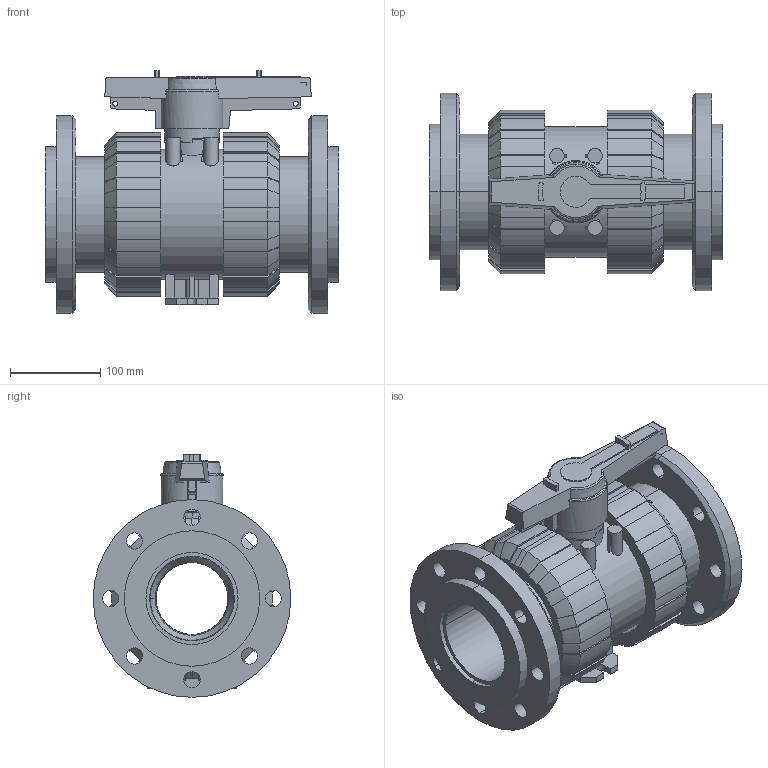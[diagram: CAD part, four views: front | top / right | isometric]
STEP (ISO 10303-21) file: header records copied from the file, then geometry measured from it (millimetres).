
FILE_DESCRIPTION(('STEP AP214'),'1');
FILE_NAME('cctmp_09A537B3-A814-4CAB-B86C-9E22B30F1953_2022_05_05_11_22_50_0605..stp','2022-05-05T09:22:51',('Praher Valves GmbH'),('CADClick - www.CADClick.com'),'Spatial InterOp 3D',' ','unknown authorization');
FILE_SCHEMA(('AUTOMOTIVE_DESIGN'));
Length unit declared in the file: millimetre
Products named in the file (11): cc_unnamed; 210512_9; 210512_8; 210512_7; 210512_6; 210512_5; 210512_4; 210512_3; 210512_2; 210512_1; 210512
Assembly tree (10 placements, depth 2):
  cc_unnamed
    210512_9
    210512_8
    210512_7
    210512_6
    210512_5
    210512_4
    210512_3
    210512_2
    210512_1
    210512
Bounding box: 325 x 219 x 268.8 mm (x, y, z)
Volume: 5298404.9 mm3; surface area: 837548.9 mm2
Topology: 10 solids, 10 shells, 545 faces, 1521 edges, 1008 vertices
Faces by surface type: plane 233, cylinder 192, cone 88, bspline 24, torus 8
Entity records: 23476 total; most frequent: CARTESIAN_POINT 4820, ORIENTED_EDGE 3042, DIRECTION 2905, EDGE_CURVE 1521, AXIS2_PLACEMENT_3D 1084, VERTEX_POINT 1008, LINE 737, VECTOR 737
